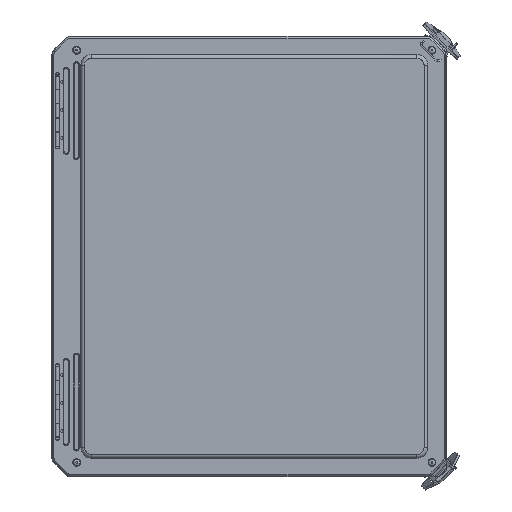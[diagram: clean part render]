
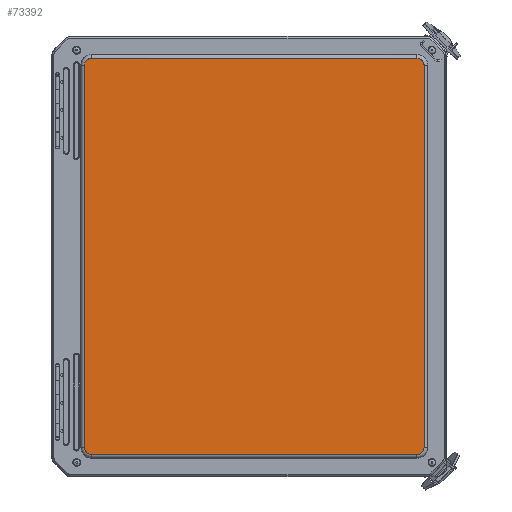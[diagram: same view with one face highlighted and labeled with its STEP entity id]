
A CAD part, top view. The second image highlights one B-rep face of the part: STEP entity #73392.
In plain terms, the highlighted planar face has unit normal (0, 0, 1).
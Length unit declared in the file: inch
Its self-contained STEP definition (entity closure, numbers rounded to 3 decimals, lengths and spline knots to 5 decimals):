
#623 = EDGE_CURVE ( 'NONE', #132365, #10642, #62609, .T. ) ;
#4150 = PLANE ( 'NONE',  #137171 ) ;
#4389 = ORIENTED_EDGE ( 'NONE', *, *, #61878, .F. ) ;
#6737 = CARTESIAN_POINT ( 'NONE',  ( -5.71634, -6.9663, 8.34138 ) ) ;
#7226 = CARTESIAN_POINT ( 'NONE',  ( 5.90345, -6.88946, 8.34138 ) ) ;
#8755 = DIRECTION ( 'NONE',  ( 1., 0., 0. ) ) ;
#9960 = VERTEX_POINT ( 'NONE', #61335 ) ;
#10642 = VERTEX_POINT ( 'NONE', #6737 ) ;
#10754 = CARTESIAN_POINT ( 'NONE',  ( 5.82851, 6.94924, 8.34138 ) ) ;
#12347 = CARTESIAN_POINT ( 'NONE',  ( -5.91846, -6.87751, 8.34138 ) ) ;
#12814 = CARTESIAN_POINT ( 'NONE',  ( -5.71634, -6.9663, 8.34138 ) ) ;
#13023 = LINE ( 'NONE', #58257, #132863 ) ;
#14534 = CARTESIAN_POINT ( 'NONE',  ( 5.9663, -6.71634, 8.34138 ) ) ;
#15486 = CARTESIAN_POINT ( 'NONE',  ( 5.9663, 0., 8.34138 ) ) ;
#15616 = CARTESIAN_POINT ( 'NONE',  ( 5.9663, -6.73504, 8.34138 ) ) ;
#19504 = CARTESIAN_POINT ( 'NONE',  ( 0., -6.9663, 8.34138 ) ) ;
#20949 = CARTESIAN_POINT ( 'NONE',  ( 5.96003, 6.79114, 8.34138 ) ) ;
#21832 = CARTESIAN_POINT ( 'NONE',  ( 5.91846, 6.87751, 8.34138 ) ) ;
#22670 = ORIENTED_EDGE ( 'NONE', *, *, #45016, .F. ) ;
#24111 = DIRECTION ( 'NONE',  ( 1., 0., 0. ) ) ;
#26188 = CARTESIAN_POINT ( 'NONE',  ( 5.75374, -6.9663, 8.34138 ) ) ;
#26220 = ORIENTED_EDGE ( 'NONE', *, *, #78398, .F. ) ;
#30227 = ORIENTED_EDGE ( 'NONE', *, *, #78004, .F. ) ;
#31579 = CARTESIAN_POINT ( 'NONE',  ( 5.9663, 6.71634, 8.34138 ) ) ;
#32918 = CARTESIAN_POINT ( 'NONE',  ( -5.71634, 6.9663, 8.34138 ) ) ;
#32978 = CARTESIAN_POINT ( 'NONE',  ( 5.75374, 6.9663, 8.34138 ) ) ;
#34761 = VERTEX_POINT ( 'NONE', #88860 ) ;
#39896 = ORIENTED_EDGE ( 'NONE', *, *, #65932, .F. ) ;
#40145 = ORIENTED_EDGE ( 'NONE', *, *, #115632, .F. ) ;
#41491 = B_SPLINE_CURVE_WITH_KNOTS ( 'NONE', 3,
 ( #49515, #15616, #60297, #122640, #7226, #91447, #26188, #90524 ),
 .UNSPECIFIED., .F., .F.,
 ( 4, 1, 1, 1, 1, 4 ),
 ( 0., 0.14286, 0.28571, 0.42857, 0.71429, 1. ),
 .UNSPECIFIED. ) ;
#42970 = B_SPLINE_CURVE_WITH_KNOTS ( 'NONE', 3,
 ( #76761, #66087, #118121, #96731, #45488, #128785, #55824, #32918 ),
 .UNSPECIFIED., .F., .F.,
 ( 4, 1, 1, 1, 1, 4 ),
 ( 0., 0.14286, 0.28571, 0.42857, 0.71429, 1. ),
 .UNSPECIFIED. ) ;
#44834 = CARTESIAN_POINT ( 'NONE',  ( -5.9663, -6.73504, 8.34138 ) ) ;
#45016 = EDGE_CURVE ( 'NONE', #9960, #101903, #70347, .T. ) ;
#45488 = CARTESIAN_POINT ( 'NONE',  ( -5.90345, 6.88946, 8.34138 ) ) ;
#49515 = CARTESIAN_POINT ( 'NONE',  ( 5.9663, -6.71634, 8.34138 ) ) ;
#53078 = CARTESIAN_POINT ( 'NONE',  ( 5.9663, 6.71634, 8.34138 ) ) ;
#55576 = VECTOR ( 'NONE', #8755, 39.37008 ) ;
#55824 = CARTESIAN_POINT ( 'NONE',  ( -5.75374, 6.9663, 8.34138 ) ) ;
#57033 = CARTESIAN_POINT ( 'NONE',  ( -5.75374, -6.9663, 8.34138 ) ) ;
#58257 = CARTESIAN_POINT ( 'NONE',  ( -5.9663, 0., 8.34138 ) ) ;
#60297 = CARTESIAN_POINT ( 'NONE',  ( 5.96209, -6.77244, 8.34138 ) ) ;
#61335 = CARTESIAN_POINT ( 'NONE',  ( 5.71634, 6.9663, 8.34138 ) ) ;
#61878 = EDGE_CURVE ( 'NONE', #34761, #9960, #83931, .T. ) ;
#62609 = LINE ( 'NONE', #19504, #80897 ) ;
#65932 = EDGE_CURVE ( 'NONE', #97352, #88431, #13023, .T. ) ;
#66087 = CARTESIAN_POINT ( 'NONE',  ( -5.9663, 6.73504, 8.34138 ) ) ;
#66551 = ORIENTED_EDGE ( 'NONE', *, *, #81238, .F. ) ;
#67054 = CARTESIAN_POINT ( 'NONE',  ( 0., 0., 8.34138 ) ) ;
#70347 = B_SPLINE_CURVE_WITH_KNOTS ( 'NONE', 3,
 ( #86095, #32978, #10754, #21832, #20949, #84774, #53078 ),
 .UNSPECIFIED., .F., .F.,
 ( 4, 1, 1, 1, 4 ),
 ( 0., 0.28571, 0.57143, 0.85714, 1. ),
 .UNSPECIFIED. ) ;
#73392 = ADVANCED_FACE ( 'NONE', ( #111379 ), #4150, .F. ) ;
#76761 = CARTESIAN_POINT ( 'NONE',  ( -5.9663, 6.71634, 8.34138 ) ) ;
#78004 = EDGE_CURVE ( 'NONE', #88431, #34761, #42970, .T. ) ;
#78398 = EDGE_CURVE ( 'NONE', #10642, #97352, #85853, .T. ) ;
#80897 = VECTOR ( 'NONE', #128311, 39.37008 ) ;
#81238 = EDGE_CURVE ( 'NONE', #118143, #132365, #41491, .T. ) ;
#81243 = EDGE_LOOP ( 'NONE', ( #30227, #39896, #26220, #123131, #66551, #40145, #22670, #4389 ) ) ;
#83931 = LINE ( 'NONE', #136134, #55576 ) ;
#84774 = CARTESIAN_POINT ( 'NONE',  ( 5.9663, 6.73504, 8.34138 ) ) ;
#85853 = B_SPLINE_CURVE_WITH_KNOTS ( 'NONE', 3,
 ( #12814, #57033, #109634, #12347, #108706, #44834, #119817 ),
 .UNSPECIFIED., .F., .F.,
 ( 4, 1, 1, 1, 4 ),
 ( 0., 0.28571, 0.57143, 0.85714, 1. ),
 .UNSPECIFIED. ) ;
#86095 = CARTESIAN_POINT ( 'NONE',  ( 5.71634, 6.9663, 8.34138 ) ) ;
#88431 = VERTEX_POINT ( 'NONE', #100695 ) ;
#88860 = CARTESIAN_POINT ( 'NONE',  ( -5.71634, 6.9663, 8.34138 ) ) ;
#89922 = DIRECTION ( 'NONE',  ( 0., -1., 0. ) ) ;
#90524 = CARTESIAN_POINT ( 'NONE',  ( 5.71634, -6.9663, 8.34138 ) ) ;
#91447 = CARTESIAN_POINT ( 'NONE',  ( 5.82852, -6.94924, 8.34138 ) ) ;
#96731 = CARTESIAN_POINT ( 'NONE',  ( -5.94344, 6.8257, 8.34138 ) ) ;
#97352 = VERTEX_POINT ( 'NONE', #100009 ) ;
#100009 = CARTESIAN_POINT ( 'NONE',  ( -5.9663, -6.71634, 8.34138 ) ) ;
#100695 = CARTESIAN_POINT ( 'NONE',  ( -5.9663, 6.71634, 8.34138 ) ) ;
#101653 = VECTOR ( 'NONE', #89922, 39.37008 ) ;
#101903 = VERTEX_POINT ( 'NONE', #31579 ) ;
#108706 = CARTESIAN_POINT ( 'NONE',  ( -5.96003, -6.79114, 8.34138 ) ) ;
#109634 = CARTESIAN_POINT ( 'NONE',  ( -5.82851, -6.94924, 8.34138 ) ) ;
#109943 = LINE ( 'NONE', #15486, #101653 ) ;
#111379 = FACE_OUTER_BOUND ( 'NONE', #81243, .T. ) ;
#111774 = DIRECTION ( 'NONE',  ( 0., 1., 0. ) ) ;
#115632 = EDGE_CURVE ( 'NONE', #101903, #118143, #109943, .T. ) ;
#118121 = CARTESIAN_POINT ( 'NONE',  ( -5.96209, 6.77244, 8.34138 ) ) ;
#118143 = VERTEX_POINT ( 'NONE', #14534 ) ;
#119817 = CARTESIAN_POINT ( 'NONE',  ( -5.9663, -6.71634, 8.34138 ) ) ;
#120032 = DIRECTION ( 'NONE',  ( 0., 0., -1. ) ) ;
#122640 = CARTESIAN_POINT ( 'NONE',  ( 5.94344, -6.8257, 8.34138 ) ) ;
#123131 = ORIENTED_EDGE ( 'NONE', *, *, #623, .F. ) ;
#127750 = CARTESIAN_POINT ( 'NONE',  ( 5.71634, -6.9663, 8.34138 ) ) ;
#128311 = DIRECTION ( 'NONE',  ( -1., 0., 0. ) ) ;
#128785 = CARTESIAN_POINT ( 'NONE',  ( -5.82852, 6.94924, 8.34138 ) ) ;
#132365 = VERTEX_POINT ( 'NONE', #127750 ) ;
#132863 = VECTOR ( 'NONE', #111774, 39.37008 ) ;
#136134 = CARTESIAN_POINT ( 'NONE',  ( 0., 6.9663, 8.34138 ) ) ;
#137171 = AXIS2_PLACEMENT_3D ( 'NONE', #67054, #120032, #24111 ) ;
